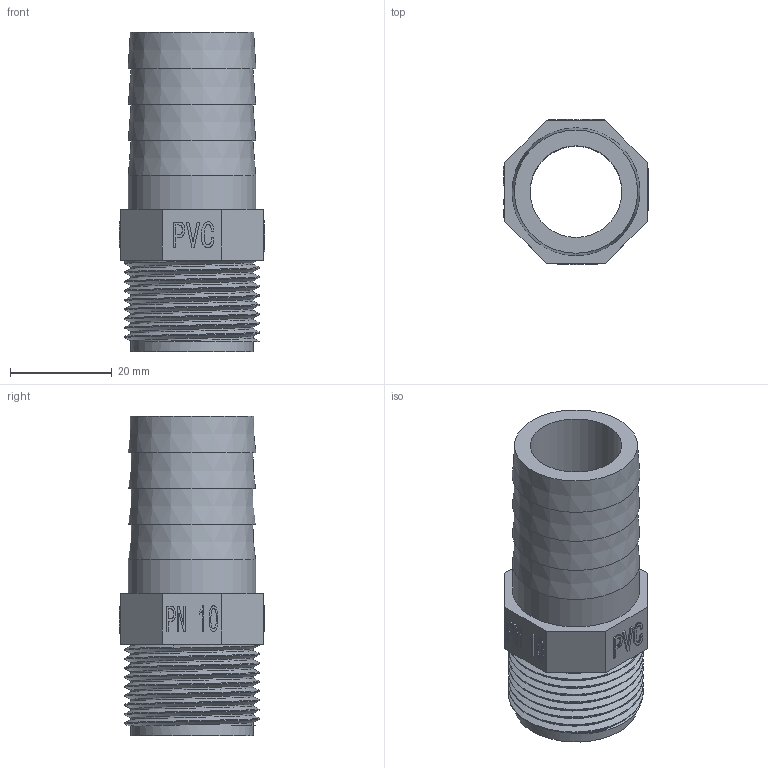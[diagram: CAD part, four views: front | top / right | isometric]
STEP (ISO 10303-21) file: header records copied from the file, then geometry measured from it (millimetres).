
FILE_DESCRIPTION(/* description */ (''),/* implementation_level */ '2;1');
FILE_NAME(/* name */ '3÷4X25软接外螺纹.stp',/* time_stamp */ '2023-12-29T09:21:17+08:00',/* author */ (''),/* organization */ (''),/* preprocessor_version */ 'ST-DEVELOPER v16',/* originating_system */ 'SIEMENS PLM Software NX 10.0',/* authorisation */ '');
FILE_SCHEMA (('AUTOMOTIVE_DESIGN { 1 0 10303 214 3 1 1 1 }'));
Length unit declared in the file: millimetre
Products named in the file (1): gelv0C8877FEej6j
Bounding box: 28.6 x 28.6 x 62.8 mm (x, y, z)
Volume: 15958.4 mm3; surface area: 10553.7 mm2
Topology: 1 solids, 1 shells, 266 faces, 705 edges, 470 vertices
Faces by surface type: plane 157, extrusion 90, cylinder 13, cone 4, bspline 2
Full cylindrical faces by diameter (mm): 18 x1, 24.117 x9, 25 x1
Entity records: 10688 total; most frequent: CARTESIAN_POINT 5138, ORIENTED_EDGE 1338, DIRECTION 688, EDGE_CURVE 669, B_SPLINE_CURVE_WITH_KNOTS 509, VERTEX_POINT 450, VECTOR 324, EDGE_LOOP 295
